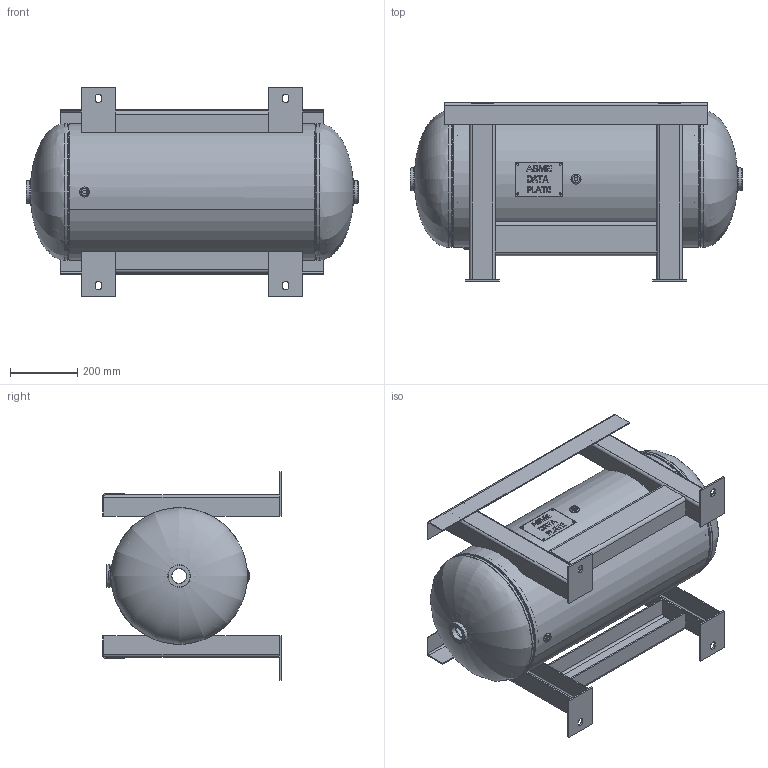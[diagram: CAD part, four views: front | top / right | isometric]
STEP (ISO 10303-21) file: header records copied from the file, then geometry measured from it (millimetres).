
FILE_DESCRIPTION(/* description */ ('16 X 38 200# HORZ ASME CATALOG 30 GAL PEDISTAL TANK'),/* implementation_level */ '2;1');
FILE_NAME(/* name */ 'SPVG_A10123.stp',/* time_stamp */ '2018-11-06T11:45:56-06:00',/* author */ ('kim.thoune'),/* organization */ (''),/* preprocessor_version */ 'ST-DEVELOPER v16.5',/* originating_system */ 'Autodesk Inventor 2017',/* authorisation */ '');
FILE_SCHEMA (('AUTOMOTIVE_DESIGN { 1 0 10303 214 3 1 1 }'));
Length unit declared in the file: inch
Products named in the file (16): A10123; A10123-1; A10123-2; 910-791; A10123-3; 910-791_1; F101500; F100500; F101501; F100250; 60-140; 64-053; S100122; S100283; S100284; S100273
Assembly tree (26 placements, depth 3):
  A10123
    A10123-1
    A10123-2
      910-791
    A10123-3
      910-791_1
    F101500  x2
    F100250  x2
    F100500  x2
    F101501
    60-140
      64-053
    S100122  x4
    S100283  x2
    S100284  x4
    S100273  x2
Bounding box: 990.6 x 533.4 x 622.3 mm (x, y, z)
Volume: 7594522 mm3; surface area: 4499029.2 mm2
Topology: 23 solids, 23 shells, 507 faces, 1159 edges, 723 vertices
Faces by surface type: plane 342, cylinder 79, bspline 40, torus 35, cone 11
Full cylindrical faces by diameter (mm): 6.35 x4, 11.455 x2, 18.644 x2, 26.987 x4, 31.75 x2, 43.256 x2, 44.856 x1, 55.562 x2, 57.15 x2, 57.547 x1, 60.325 x1, 68.263 x1, 395.681 x2, 400.71 x3, 401.371 x2, 406.4 x2, 407.67 x1
Entity records: 11372 total; most frequent: CARTESIAN_POINT 3592, ORIENTED_EDGE 1450, DIRECTION 1416, EDGE_CURVE 725, LINE 532, VECTOR 532, VERTEX_POINT 494, AXIS2_PLACEMENT_3D 442
